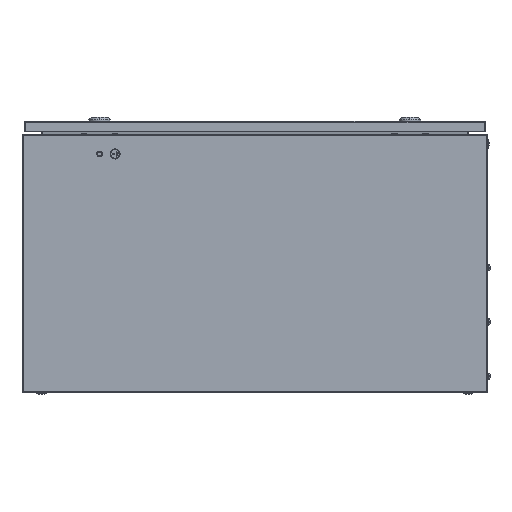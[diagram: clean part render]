
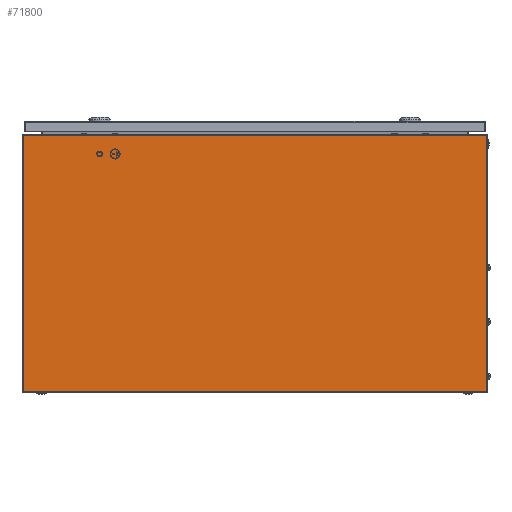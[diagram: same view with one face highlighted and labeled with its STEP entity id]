
A CAD part, left-side view. The second image highlights one B-rep face of the part: STEP entity #71800.
In plain terms, the highlighted planar face has unit normal (-1, 0, 0).
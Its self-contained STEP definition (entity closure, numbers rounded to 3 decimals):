
#220 = DIRECTION ( 'NONE',  ( 0., 0., -1. ) ) ;
#3863 = CARTESIAN_POINT ( 'NONE',  ( 0., 600., 0. ) ) ;
#5152 = CARTESIAN_POINT ( 'NONE',  ( 0., 600., 333. ) ) ;
#6618 = ORIENTED_EDGE ( 'NONE', *, *, #60693, .T. ) ;
#8273 = VERTEX_POINT ( 'NONE', #5152 ) ;
#9653 = AXIS2_PLACEMENT_3D ( 'NONE', #28342, #21412, #220 ) ;
#10434 = CARTESIAN_POINT ( 'NONE',  ( 0., 0., 0. ) ) ;
#10805 = PLANE ( 'NONE',  #9653 ) ;
#14160 = EDGE_LOOP ( 'NONE', ( #66210, #48786, #26564, #6618 ) ) ;
#14495 = VERTEX_POINT ( 'NONE', #3863 ) ;
#14624 = CARTESIAN_POINT ( 'NONE',  ( 0., 0., 333. ) ) ;
#19042 = DIRECTION ( 'NONE',  ( 0., 0., -1. ) ) ;
#21412 = DIRECTION ( 'NONE',  ( 1., 0., 0. ) ) ;
#21492 = EDGE_CURVE ( 'NONE', #8273, #27571, #38739, .T. ) ;
#21774 = FACE_OUTER_BOUND ( 'NONE', #14160, .T. ) ;
#24235 = VECTOR ( 'NONE', #19042, 1000. ) ;
#26193 = DIRECTION ( 'NONE',  ( 0., -1., 0. ) ) ;
#26564 = ORIENTED_EDGE ( 'NONE', *, *, #21492, .F. ) ;
#27571 = VERTEX_POINT ( 'NONE', #31051 ) ;
#28342 = CARTESIAN_POINT ( 'NONE',  ( 0., 0., 333. ) ) ;
#28791 = DIRECTION ( 'NONE',  ( 0., -1., 0. ) ) ;
#31051 = CARTESIAN_POINT ( 'NONE',  ( 0., 0., 333. ) ) ;
#34137 = EDGE_CURVE ( 'NONE', #27571, #66236, #68875, .T. ) ;
#34415 = VECTOR ( 'NONE', #71557, 1000. ) ;
#38739 = LINE ( 'NONE', #61816, #63388 ) ;
#43756 = LINE ( 'NONE', #10434, #70514 ) ;
#48786 = ORIENTED_EDGE ( 'NONE', *, *, #34137, .F. ) ;
#49210 = CARTESIAN_POINT ( 'NONE',  ( 0., 600., 333. ) ) ;
#54831 = CARTESIAN_POINT ( 'NONE',  ( 0., 0., 0. ) ) ;
#58654 = EDGE_CURVE ( 'NONE', #14495, #66236, #43756, .T. ) ;
#60693 = EDGE_CURVE ( 'NONE', #8273, #14495, #70825, .T. ) ;
#61816 = CARTESIAN_POINT ( 'NONE',  ( 0., 0., 333. ) ) ;
#63388 = VECTOR ( 'NONE', #28791, 1000. ) ;
#66210 = ORIENTED_EDGE ( 'NONE', *, *, #58654, .T. ) ;
#66236 = VERTEX_POINT ( 'NONE', #54831 ) ;
#68875 = LINE ( 'NONE', #14624, #24235 ) ;
#70514 = VECTOR ( 'NONE', #26193, 1000. ) ;
#70825 = LINE ( 'NONE', #49210, #34415 ) ;
#71557 = DIRECTION ( 'NONE',  ( 0., 0., -1. ) ) ;
#71800 = ADVANCED_FACE ( 'NONE', ( #21774 ), #10805, .F. ) ;
